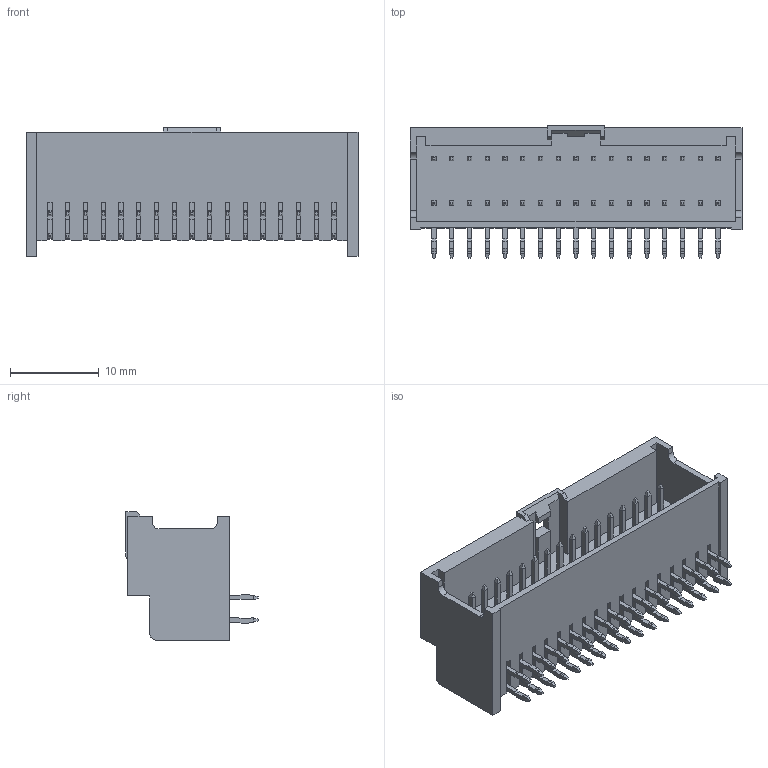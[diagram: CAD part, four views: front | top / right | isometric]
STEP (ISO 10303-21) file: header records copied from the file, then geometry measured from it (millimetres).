
FILE_DESCRIPTION( ( 'Unknown' ), '1' );
FILE_NAME( '62403421722.stp', 'Unknown', ( 'Unknown' ), ( 'Unknown' ), 'PSStep 17.0.49', 'Unknown', ' ' );
FILE_SCHEMA( ( 'AUTOMOTIVE_DESIGN { 1 0 10303 214 1 1 1 1 }' ) );
Length unit declared in the file: millimetre
Products named in the file (4): Assem1; 6240xx21722_PIN; 6240xx21722_PIN_LONGUE; 62403421722
Assembly tree (35 placements, depth 2):
  Assem1
    6240xx21722_PIN  x17
    6240xx21722_PIN_LONGUE  x17
    62403421722
Bounding box: 37.4 x 14.9 x 14.5 mm (x, y, z)
Volume: 1985.3 mm3; surface area: 4796.7 mm2
Topology: 35 solids, 35 shells, 1502 faces, 3989 edges, 2522 vertices
Faces by surface type: plane 1428, cylinder 74
Entity records: 27223 total; most frequent: CARTESIAN_POINT 3889, ORIENTED_EDGE 3882, DIRECTION 3373, EDGE_CURVE 1941, LINE 1921, VECTOR 1921, VERTEX_POINT 1242, AXIS2_PLACEMENT_3D 726
